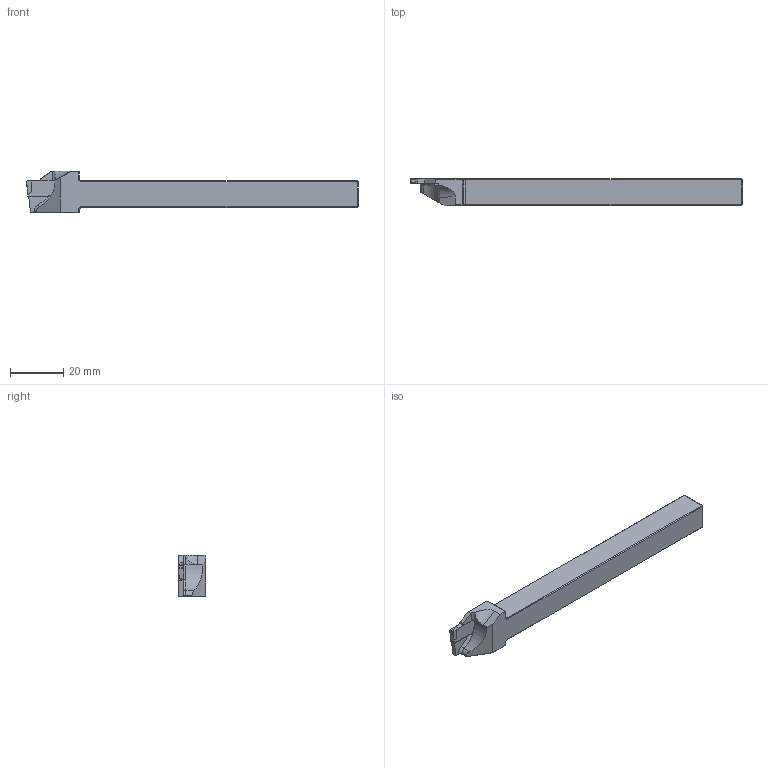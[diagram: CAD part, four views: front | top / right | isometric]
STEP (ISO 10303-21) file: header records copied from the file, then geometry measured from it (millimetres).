
FILE_DESCRIPTION(/* description */ (''),/* implementation_level */ '2;1');
FILE_NAME(/* name */ 'ADKT-I-L-1010-2-R10-K-S.stp',/* time_stamp */ '2023-10-18T19:27:29+03:00',/* author */ (''),/* organization */ (''),/* preprocessor_version */ 'ST-DEVELOPER v19.4',/* originating_system */ 'SIEMENS PLM Software NX2306.3001',/* authorisation */ '');
FILE_SCHEMA (('AUTOMOTIVE_DESIGN { 1 0 10303 214 3 1 1 1 }'));
Length unit declared in the file: millimetre
Products named in the file (1): ADKT-I-R-1010-2-R10-K-S_objects
Bounding box: 125 x 10.19 x 15.7 mm (x, y, z)
Volume: 12210.7 mm3; surface area: 5436.7 mm2
Topology: 2 solids, 2 shells, 114 faces, 291 edges, 181 vertices
Faces by surface type: plane 83, cylinder 24, cone 5, torus 2
Entity records: 3432 total; most frequent: CARTESIAN_POINT 617, ORIENTED_EDGE 582, DIRECTION 569, EDGE_CURVE 291, LINE 231, VECTOR 231, VERTEX_POINT 181, AXIS2_PLACEMENT_3D 169
